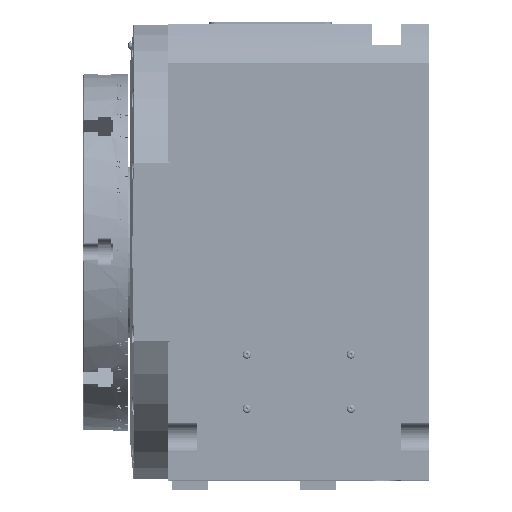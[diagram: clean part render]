
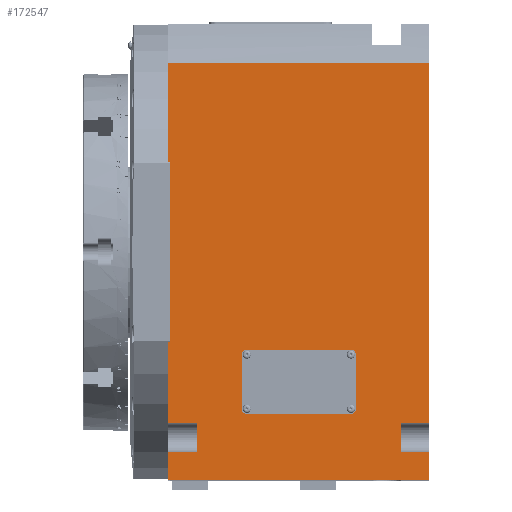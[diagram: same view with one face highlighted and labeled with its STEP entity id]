
A CAD part, top view. The second image highlights one B-rep face of the part: STEP entity #172547.
In plain terms, the highlighted planar face has unit normal (0, 0, 1).
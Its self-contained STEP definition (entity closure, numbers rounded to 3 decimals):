
#11904=FACE_BOUND('',#19813,.T.);
#11905=FACE_BOUND('',#19814,.T.);
#11906=FACE_BOUND('',#19815,.T.);
#11907=FACE_BOUND('',#19816,.T.);
#12794=FACE_OUTER_BOUND('',#19812,.T.);
#19812=EDGE_LOOP('',(#118853,#118854,#118855,#118856,#118857,#118858,#118859,
#118860,#118861,#118862,#118863,#118864,#118865,#118866,#118867,#118868));
#19813=EDGE_LOOP('',(#118869));
#19814=EDGE_LOOP('',(#118870));
#19815=EDGE_LOOP('',(#118871));
#19816=EDGE_LOOP('',(#118872));
#28780=LINE('',#231955,#44064);
#28797=LINE('',#232012,#44081);
#28835=LINE('',#232227,#44119);
#28854=LINE('',#232281,#44138);
#28856=LINE('',#232286,#44140);
#28857=LINE('',#232287,#44141);
#28858=LINE('',#232288,#44142);
#28859=LINE('',#232290,#44143);
#28860=LINE('',#232292,#44144);
#28861=LINE('',#232293,#44145);
#28862=LINE('',#232295,#44146);
#28863=LINE('',#232297,#44147);
#28864=LINE('',#232299,#44148);
#28865=LINE('',#232301,#44149);
#28866=LINE('',#232303,#44150);
#28867=LINE('',#232304,#44151);
#44064=VECTOR('',#192298,0.394);
#44081=VECTOR('',#192347,0.394);
#44119=VECTOR('',#192449,0.394);
#44138=VECTOR('',#192496,0.394);
#44140=VECTOR('',#192500,0.394);
#44141=VECTOR('',#192501,0.394);
#44142=VECTOR('',#192502,0.394);
#44143=VECTOR('',#192503,0.394);
#44144=VECTOR('',#192504,0.394);
#44145=VECTOR('',#192505,0.394);
#44146=VECTOR('',#192506,0.394);
#44147=VECTOR('',#192507,0.394);
#44148=VECTOR('',#192508,0.394);
#44149=VECTOR('',#192509,0.394);
#44150=VECTOR('',#192510,0.394);
#44151=VECTOR('',#192511,0.394);
#59390=CIRCLE('',#180154,0.048);
#59391=CIRCLE('',#180155,0.048);
#59392=CIRCLE('',#180156,0.048);
#59393=CIRCLE('',#180157,0.048);
#65011=VERTEX_POINT('',#231952);
#65012=VERTEX_POINT('',#231954);
#65036=VERTEX_POINT('',#232010);
#65090=VERTEX_POINT('',#232224);
#65091=VERTEX_POINT('',#232226);
#65111=VERTEX_POINT('',#232278);
#65112=VERTEX_POINT('',#232280);
#65113=VERTEX_POINT('',#232284);
#65114=VERTEX_POINT('',#232285);
#65115=VERTEX_POINT('',#232289);
#65116=VERTEX_POINT('',#232291);
#65117=VERTEX_POINT('',#232294);
#65118=VERTEX_POINT('',#232296);
#65119=VERTEX_POINT('',#232298);
#65120=VERTEX_POINT('',#232300);
#65121=VERTEX_POINT('',#232302);
#65122=VERTEX_POINT('',#232305);
#65123=VERTEX_POINT('',#232307);
#65124=VERTEX_POINT('',#232309);
#65125=VERTEX_POINT('',#232311);
#88020=EDGE_CURVE('',#65012,#65011,#28780,.T.);
#88049=EDGE_CURVE('',#65036,#65011,#28797,.T.);
#88111=EDGE_CURVE('',#65091,#65090,#28835,.T.);
#88137=EDGE_CURVE('',#65112,#65111,#28854,.T.);
#88139=EDGE_CURVE('',#65113,#65114,#28856,.T.);
#88140=EDGE_CURVE('',#65091,#65114,#28857,.T.);
#88141=EDGE_CURVE('',#65112,#65090,#28858,.T.);
#88142=EDGE_CURVE('',#65111,#65115,#28859,.T.);
#88143=EDGE_CURVE('',#65115,#65116,#28860,.T.);
#88144=EDGE_CURVE('',#65012,#65116,#28861,.T.);
#88145=EDGE_CURVE('',#65036,#65117,#28862,.T.);
#88146=EDGE_CURVE('',#65117,#65118,#28863,.T.);
#88147=EDGE_CURVE('',#65118,#65119,#28864,.T.);
#88148=EDGE_CURVE('',#65120,#65119,#28865,.T.);
#88149=EDGE_CURVE('',#65120,#65121,#28866,.T.);
#88150=EDGE_CURVE('',#65121,#65113,#28867,.T.);
#88151=EDGE_CURVE('',#65122,#65122,#59390,.T.);
#88152=EDGE_CURVE('',#65123,#65123,#59391,.T.);
#88153=EDGE_CURVE('',#65124,#65124,#59392,.T.);
#88154=EDGE_CURVE('',#65125,#65125,#59393,.T.);
#118853=ORIENTED_EDGE('',*,*,#88139,.T.);
#118854=ORIENTED_EDGE('',*,*,#88140,.F.);
#118855=ORIENTED_EDGE('',*,*,#88111,.T.);
#118856=ORIENTED_EDGE('',*,*,#88141,.F.);
#118857=ORIENTED_EDGE('',*,*,#88137,.T.);
#118858=ORIENTED_EDGE('',*,*,#88142,.T.);
#118859=ORIENTED_EDGE('',*,*,#88143,.T.);
#118860=ORIENTED_EDGE('',*,*,#88144,.F.);
#118861=ORIENTED_EDGE('',*,*,#88020,.T.);
#118862=ORIENTED_EDGE('',*,*,#88049,.F.);
#118863=ORIENTED_EDGE('',*,*,#88145,.T.);
#118864=ORIENTED_EDGE('',*,*,#88146,.T.);
#118865=ORIENTED_EDGE('',*,*,#88147,.T.);
#118866=ORIENTED_EDGE('',*,*,#88148,.F.);
#118867=ORIENTED_EDGE('',*,*,#88149,.T.);
#118868=ORIENTED_EDGE('',*,*,#88150,.T.);
#118869=ORIENTED_EDGE('',*,*,#88151,.T.);
#118870=ORIENTED_EDGE('',*,*,#88152,.T.);
#118871=ORIENTED_EDGE('',*,*,#88153,.T.);
#118872=ORIENTED_EDGE('',*,*,#88154,.T.);
#163824=PLANE('',#180153);
#172547=ADVANCED_FACE('',(#12794,#11904,#11905,#11906,#11907),#163824,.T.);
#180153=AXIS2_PLACEMENT_3D('',#232283,#192498,#192499);
#180154=AXIS2_PLACEMENT_3D('',#232306,#192512,#192513);
#180155=AXIS2_PLACEMENT_3D('',#232308,#192514,#192515);
#180156=AXIS2_PLACEMENT_3D('',#232310,#192516,#192517);
#180157=AXIS2_PLACEMENT_3D('',#232312,#192518,#192519);
#192298=DIRECTION('',(-1.,0.,0.));
#192347=DIRECTION('',(0.,1.,0.));
#192449=DIRECTION('',(1.,0.,0.));
#192496=DIRECTION('',(-1.,0.,0.));
#192498=DIRECTION('center_axis',(0.,0.,1.));
#192499=DIRECTION('ref_axis',(0.,-1.,0.));
#192500=DIRECTION('',(-1.,0.,0.));
#192501=DIRECTION('',(0.,1.,0.));
#192502=DIRECTION('',(0.,-1.,0.));
#192503=DIRECTION('',(0.,1.,0.));
#192504=DIRECTION('',(1.,0.,0.));
#192505=DIRECTION('',(0.,-1.,0.));
#192506=DIRECTION('',(1.,0.,0.));
#192507=DIRECTION('',(0.,-1.,0.));
#192508=DIRECTION('',(-1.,0.,0.));
#192509=DIRECTION('',(0.,1.,0.));
#192510=DIRECTION('',(1.,0.,0.));
#192511=DIRECTION('',(0.,-1.,0.));
#192512=DIRECTION('center_axis',(0.,0.,-1.));
#192513=DIRECTION('ref_axis',(1.,0.,0.));
#192514=DIRECTION('center_axis',(0.,0.,-1.));
#192515=DIRECTION('ref_axis',(1.,0.,0.));
#192516=DIRECTION('center_axis',(0.,0.,-1.));
#192517=DIRECTION('ref_axis',(1.,0.,0.));
#192518=DIRECTION('center_axis',(0.,0.,-1.));
#192519=DIRECTION('ref_axis',(1.,0.,0.));
#231952=CARTESIAN_POINT('',(0.,5.208,5.906));
#231954=CARTESIAN_POINT('',(7.205,5.208,5.906));
#231955=CARTESIAN_POINT('',(0.,5.208,5.906));
#232010=CARTESIAN_POINT('',(0.,2.486,5.906));
#232012=CARTESIAN_POINT('',(0.,7.48,5.906));
#232224=CARTESIAN_POINT('',(7.205,-6.299,5.906));
#232226=CARTESIAN_POINT('',(0.,-6.299,5.906));
#232227=CARTESIAN_POINT('',(0.,-6.299,5.906));
#232278=CARTESIAN_POINT('',(6.417,-5.512,5.906));
#232280=CARTESIAN_POINT('',(7.205,-5.512,5.906));
#232281=CARTESIAN_POINT('',(3.602,-5.512,5.906));
#232283=CARTESIAN_POINT('Origin',(0.,6.299,
5.906));
#232284=CARTESIAN_POINT('',(0.787,-5.512,5.906));
#232285=CARTESIAN_POINT('',(0.,-5.512,5.906));
#232286=CARTESIAN_POINT('',(0.,-5.512,5.906));
#232287=CARTESIAN_POINT('',(0.,7.48,5.906));
#232288=CARTESIAN_POINT('',(7.205,7.234,5.906));
#232289=CARTESIAN_POINT('',(6.417,-4.724,5.906));
#232290=CARTESIAN_POINT('',(6.417,0.591,5.906));
#232291=CARTESIAN_POINT('',(7.205,-4.724,5.906));
#232292=CARTESIAN_POINT('',(3.602,-4.724,5.906));
#232293=CARTESIAN_POINT('',(7.205,7.234,5.906));
#232294=CARTESIAN_POINT('',(0.039,2.486,5.906));
#232295=CARTESIAN_POINT('',(0.,2.486,5.906));
#232296=CARTESIAN_POINT('',(0.039,-2.486,5.906));
#232297=CARTESIAN_POINT('',(0.039,3.15,5.906));
#232298=CARTESIAN_POINT('',(0.,-2.486,5.906));
#232299=CARTESIAN_POINT('',(0.,-2.486,5.906));
#232300=CARTESIAN_POINT('',(0.,-4.724,5.906));
#232301=CARTESIAN_POINT('',(0.,7.48,5.906));
#232302=CARTESIAN_POINT('',(0.787,-4.724,5.906));
#232303=CARTESIAN_POINT('',(0.,-4.724,5.906));
#232304=CARTESIAN_POINT('',(0.787,0.591,5.906));
#232305=CARTESIAN_POINT('',(2.214,-4.331,5.906));
#232306=CARTESIAN_POINT('Origin',(2.165,-4.331,5.906));
#232307=CARTESIAN_POINT('',(5.088,-2.835,5.906));
#232308=CARTESIAN_POINT('Origin',(5.039,-2.835,5.906));
#232309=CARTESIAN_POINT('',(2.214,-2.835,5.906));
#232310=CARTESIAN_POINT('Origin',(2.165,-2.835,5.906));
#232311=CARTESIAN_POINT('',(5.088,-4.331,5.906));
#232312=CARTESIAN_POINT('Origin',(5.039,-4.331,5.906));
